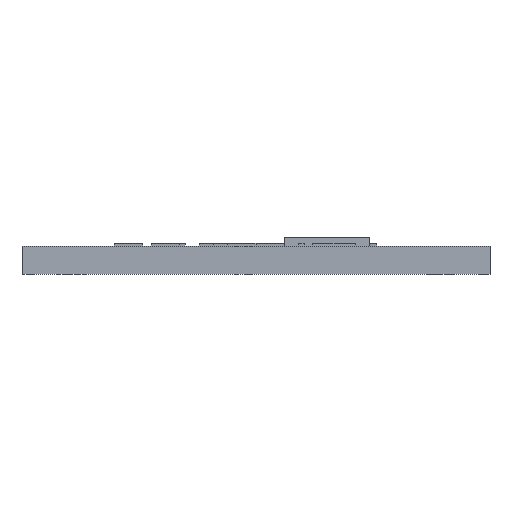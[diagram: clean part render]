
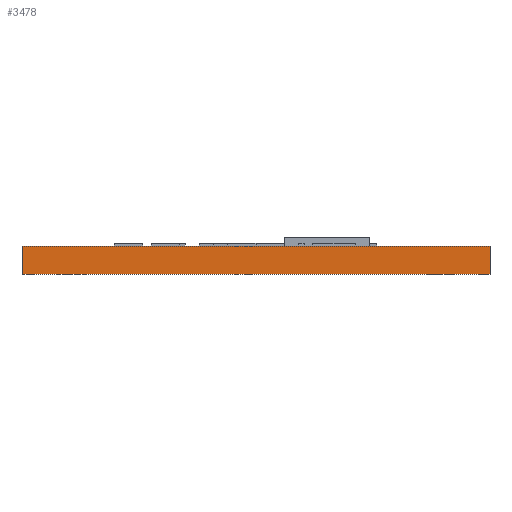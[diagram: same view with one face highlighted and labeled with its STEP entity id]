
A CAD part, front view. The second image highlights one B-rep face of the part: STEP entity #3478.
In plain terms, the highlighted planar face has unit normal (0, -1, 0).
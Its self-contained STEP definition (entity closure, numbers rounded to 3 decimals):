
#368 = VERTEX_POINT('',#369);
#369 = CARTESIAN_POINT('',(14.75,-14.35,1.));
#375 = EDGE_CURVE('',#368,#376,#378,.T.);
#376 = VERTEX_POINT('',#377);
#377 = CARTESIAN_POINT('',(-1.75,-14.35,1.));
#378 = LINE('',#379,#380);
#379 = CARTESIAN_POINT('',(14.75,-14.35,1.));
#380 = VECTOR('',#381,1.);
#381 = DIRECTION('',(-1.,0.,0.));
#3411 = VERTEX_POINT('',#3412);
#3412 = CARTESIAN_POINT('',(-1.75,-14.35,0.));
#3420 = EDGE_CURVE('',#3411,#376,#3421,.T.);
#3421 = LINE('',#3422,#3423);
#3422 = CARTESIAN_POINT('',(-1.75,-14.35,0.));
#3423 = VECTOR('',#3424,1.);
#3424 = DIRECTION('',(0.,0.,1.));
#3478 = ADVANCED_FACE('',(#3479),#3497,.T.);
#3479 = FACE_BOUND('',#3480,.T.);
#3480 = EDGE_LOOP('',(#3481,#3489,#3490,#3491));
#3481 = ORIENTED_EDGE('',*,*,#3482,.T.);
#3482 = EDGE_CURVE('',#3483,#368,#3485,.T.);
#3483 = VERTEX_POINT('',#3484);
#3484 = CARTESIAN_POINT('',(14.75,-14.35,0.));
#3485 = LINE('',#3486,#3487);
#3486 = CARTESIAN_POINT('',(14.75,-14.35,0.));
#3487 = VECTOR('',#3488,1.);
#3488 = DIRECTION('',(0.,0.,1.));
#3489 = ORIENTED_EDGE('',*,*,#375,.T.);
#3490 = ORIENTED_EDGE('',*,*,#3420,.F.);
#3491 = ORIENTED_EDGE('',*,*,#3492,.F.);
#3492 = EDGE_CURVE('',#3483,#3411,#3493,.T.);
#3493 = LINE('',#3494,#3495);
#3494 = CARTESIAN_POINT('',(14.75,-14.35,0.));
#3495 = VECTOR('',#3496,1.);
#3496 = DIRECTION('',(-1.,0.,0.));
#3497 = PLANE('',#3498);
#3498 = AXIS2_PLACEMENT_3D('',#3499,#3500,#3501);
#3499 = CARTESIAN_POINT('',(14.75,-14.35,0.));
#3500 = DIRECTION('',(0.,-1.,0.));
#3501 = DIRECTION('',(-1.,0.,0.));
